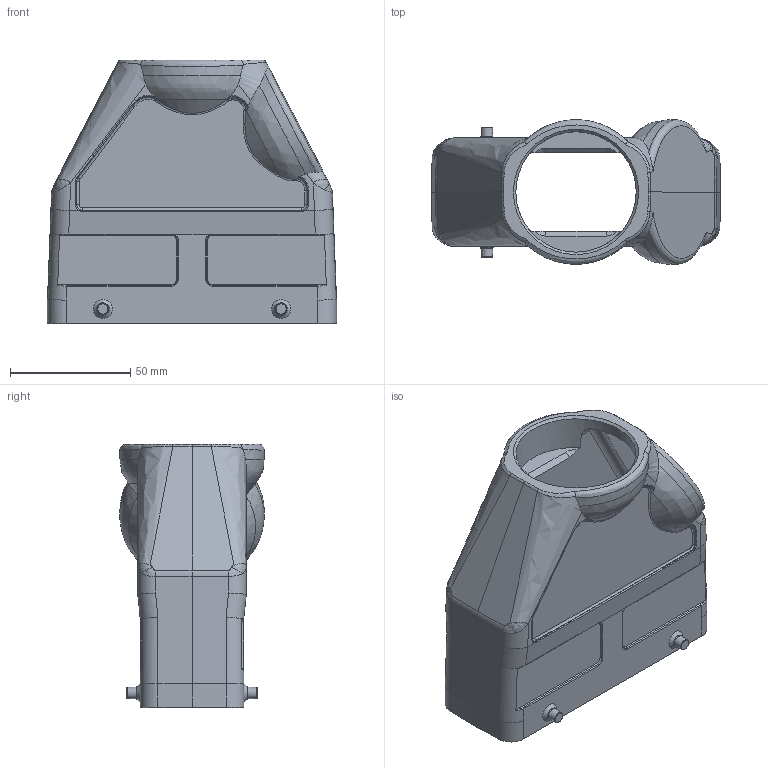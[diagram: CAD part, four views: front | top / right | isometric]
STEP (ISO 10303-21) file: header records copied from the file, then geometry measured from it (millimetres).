
FILE_DESCRIPTION(/* description */ (''),/* implementation_level */ '2;1');
FILE_NAME(/* name */ '100095436ugm000_c.stp',/* time_stamp */ '2017-10-26T13:34:21+02:00',/* author */ (''),/* organization */ (''),/* preprocessor_version */ 'ST-DEVELOPER v16',/* originating_system */ 'SIEMENS PLM Software NX 10.0',/* authorisation */ '');
FILE_SCHEMA (('AUTOMOTIVE_DESIGN { 1 0 10303 214 3 1 1 1 }'));
Length unit declared in the file: millimetre
Products named in the file (1): 100095436ugm000_c
Bounding box: 120 x 59.97 x 109.5 mm (x, y, z)
Volume: 134525.8 mm3; surface area: 64956.5 mm2
Topology: 1 solids, 1 shells, 514 faces, 1525 edges, 1244 vertices
Faces by surface type: plane 194, bspline 161, cylinder 108, cone 45, torus 4, extrusion 2
Full cylindrical faces by diameter (mm): 2.2 x1, 2.6 x1, 3 x4, 50 x1
Entity records: 23527 total; most frequent: CARTESIAN_POINT 10626, ORIENTED_EDGE 2476, DIRECTION 1941, EDGE_CURVE 1238, VERTEX_POINT 776, AXIS2_PLACEMENT_3D 657, VECTOR 627, LINE 625
